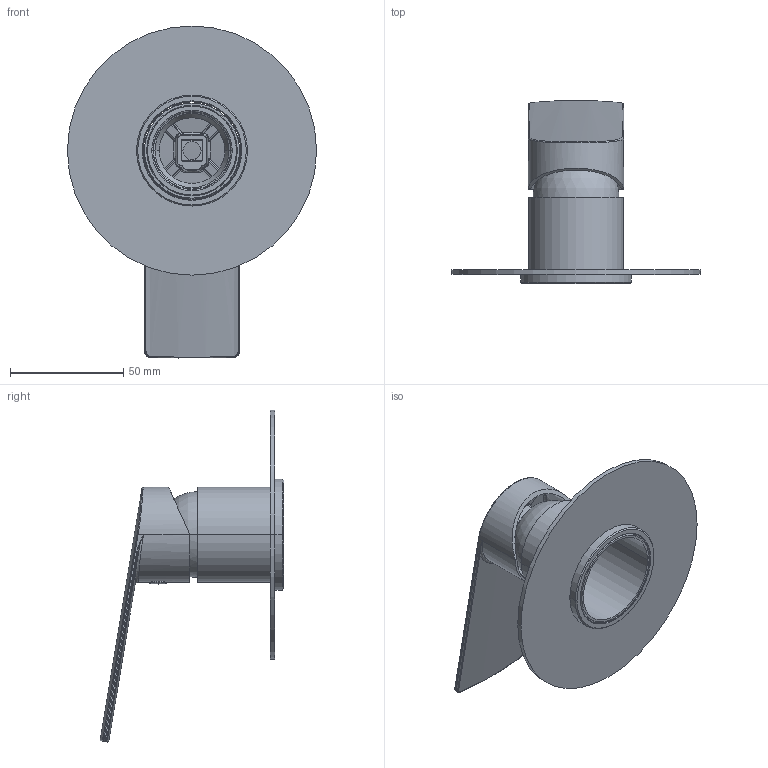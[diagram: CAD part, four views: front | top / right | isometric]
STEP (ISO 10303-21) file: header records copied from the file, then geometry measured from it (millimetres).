
FILE_DESCRIPTION((''),'2;1');
FILE_NAME('ATAO604E001','2022-09-02T15:10:47',('Michela Ferrini'),(''),'CREO PARAMETRIC BY PTC INC, 2020281','CREO PARAMETRIC BY PTC INC, 2020281','');
FILE_SCHEMA(('CONFIG_CONTROL_DESIGN'));
Length unit declared in the file: millimetre
Products named in the file (8): SINMAC0008; SCCMAC0005; ATAO005C001; SPLMAC0001; ALOG604C002; AOTT608C002; ALOG604W002; ATAO604E001
Assembly tree (7 placements, depth 3):
  ATAO604E001
    SINMAC0008
    SCCMAC0005
    ATAO005C001
    SPLMAC0001
    ALOG604W002
      ALOG604C002
      AOTT608C002
Bounding box: 110 x 80.99 x 146.57 mm (x, y, z)
Volume: 43444.2 mm3; surface area: 53132.3 mm2
Topology: 6 solids, 9 shells, 286 faces, 673 edges, 416 vertices
Faces by surface type: bspline 100, cylinder 86, plane 53, cone 21, torus 16, sphere 10
Entity records: 14335 total; most frequent: CARTESIAN_POINT 8244, ORIENTED_EDGE 1305, DIRECTION 1117, EDGE_CURVE 661, AXIS2_PLACEMENT_3D 466, VERTEX_POINT 395, EDGE_LOOP 305, FACE_OUTER_BOUND 286
